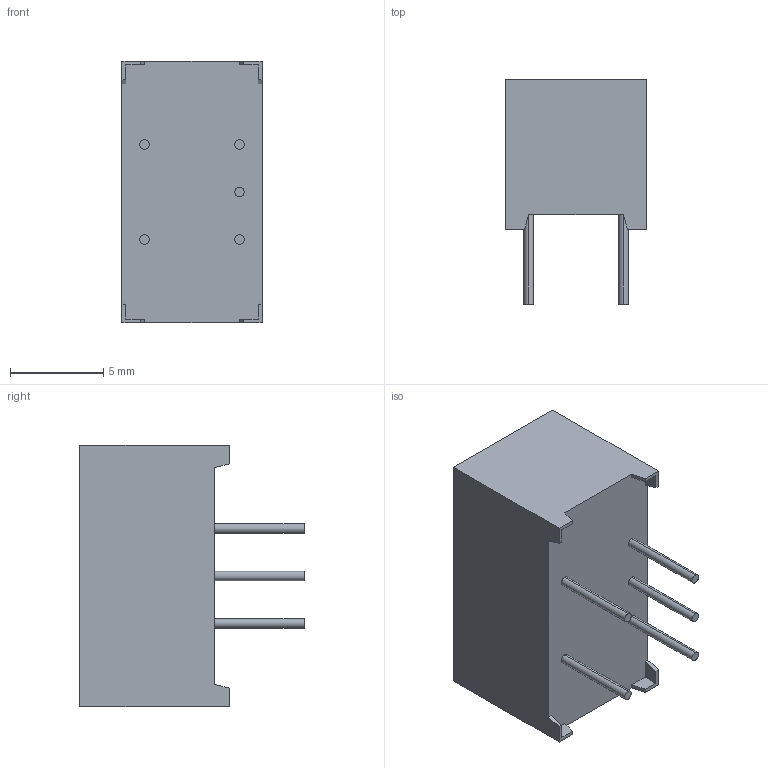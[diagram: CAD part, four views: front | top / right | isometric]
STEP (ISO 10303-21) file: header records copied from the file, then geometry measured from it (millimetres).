
FILE_DESCRIPTION (( 'STEP AP214' ), '1' );
FILE_NAME ('DE-2.STEP', '2008-09-06T01:27:31', ( '' ), ( '' ), 'SwSTEP 2.0', 'SolidWorks 2008', '' );
FILE_SCHEMA (( 'AUTOMOTIVE_DESIGN' ));
Length unit declared in the file: millimetre
Products named in the file (1): DE-2
Bounding box: 7.5 x 12 x 14 mm (x, y, z)
Volume: 762 mm3; surface area: 1038.1 mm2
Topology: 2 solids, 2 shells, 335 faces, 891 edges, 594 vertices
Faces by surface type: plane 209, bspline 116, cylinder 10
Entity records: 19278 total; most frequent: CARTESIAN_POINT 8209, ORIENTED_EDGE 1782, DIRECTION 1119, EDGE_CURVE 891, VECTOR 639, LINE 639, VERTEX_POINT 594, EDGE_LOOP 369
